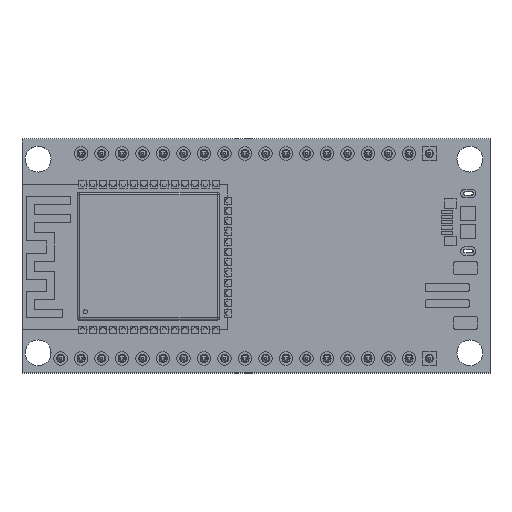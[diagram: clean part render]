
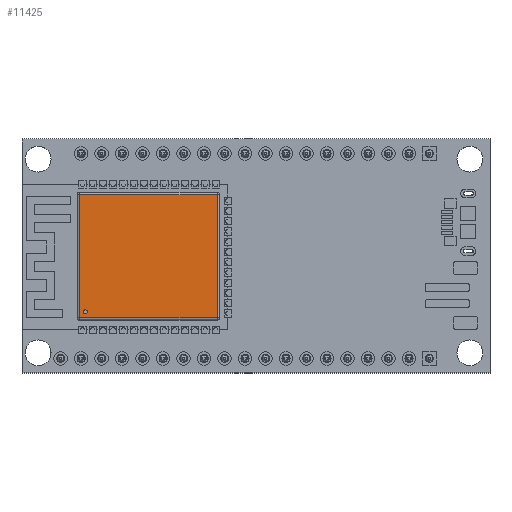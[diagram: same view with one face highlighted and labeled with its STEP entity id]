
A CAD part, top view. The second image highlights one B-rep face of the part: STEP entity #11425.
In plain terms, the highlighted planar face has unit normal (0, 0, 1).
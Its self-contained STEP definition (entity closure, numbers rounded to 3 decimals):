
#11227 = VERTEX_POINT('',#11228);
#11228 = CARTESIAN_POINT('',(-7.55,5.65,3.1));
#11251 = VERTEX_POINT('',#11252);
#11252 = CARTESIAN_POINT('',(-7.55,-11.45,3.1));
#11259 = EDGE_CURVE('',#11251,#11227,#11260,.T.);
#11260 = LINE('',#11261,#11262);
#11261 = CARTESIAN_POINT('',(-7.55,-11.7,3.1));
#11262 = VECTOR('',#11263,1.);
#11263 = DIRECTION('',(0.,1.,0.));
#11293 = VERTEX_POINT('',#11294);
#11294 = CARTESIAN_POINT('',(7.75,-11.45,3.1));
#11301 = EDGE_CURVE('',#11293,#11251,#11302,.T.);
#11302 = LINE('',#11303,#11304);
#11303 = CARTESIAN_POINT('',(8.,-11.45,3.1));
#11304 = VECTOR('',#11305,1.);
#11305 = DIRECTION('',(-1.,0.,0.));
#11336 = VERTEX_POINT('',#11337);
#11337 = CARTESIAN_POINT('',(7.75,5.65,3.1));
#11344 = EDGE_CURVE('',#11336,#11293,#11345,.T.);
#11345 = LINE('',#11346,#11347);
#11346 = CARTESIAN_POINT('',(7.75,5.9,3.1));
#11347 = VECTOR('',#11348,1.);
#11348 = DIRECTION('',(0.,-1.,0.));
#11378 = EDGE_CURVE('',#11227,#11336,#11379,.T.);
#11379 = LINE('',#11380,#11381);
#11380 = CARTESIAN_POINT('',(-7.8,5.65,3.1));
#11381 = VECTOR('',#11382,1.);
#11382 = DIRECTION('',(1.,0.,0.));
#11425 = ADVANCED_FACE('',(#11426,#11432),#11443,.T.);
#11426 = FACE_BOUND('',#11427,.T.);
#11427 = EDGE_LOOP('',(#11428,#11429,#11430,#11431));
#11428 = ORIENTED_EDGE('',*,*,#11301,.F.);
#11429 = ORIENTED_EDGE('',*,*,#11344,.F.);
#11430 = ORIENTED_EDGE('',*,*,#11378,.F.);
#11431 = ORIENTED_EDGE('',*,*,#11259,.F.);
#11432 = FACE_BOUND('',#11433,.T.);
#11433 = EDGE_LOOP('',(#11434));
#11434 = ORIENTED_EDGE('',*,*,#11435,.F.);
#11435 = EDGE_CURVE('',#11436,#11436,#11438,.T.);
#11436 = VERTEX_POINT('',#11437);
#11437 = CARTESIAN_POINT('',(-6.55,4.9,3.1));
#11438 = CIRCLE('',#11439,0.25);
#11439 = AXIS2_PLACEMENT_3D('',#11440,#11441,#11442);
#11440 = CARTESIAN_POINT('',(-6.8,4.9,3.1));
#11441 = DIRECTION('',(0.,0.,1.));
#11442 = DIRECTION('',(1.,0.,-0.));
#11443 = PLANE('',#11444);
#11444 = AXIS2_PLACEMENT_3D('',#11445,#11446,#11447);
#11445 = CARTESIAN_POINT('',(0.1,-2.9,3.1));
#11446 = DIRECTION('',(0.,0.,1.));
#11447 = DIRECTION('',(1.,0.,-0.));
